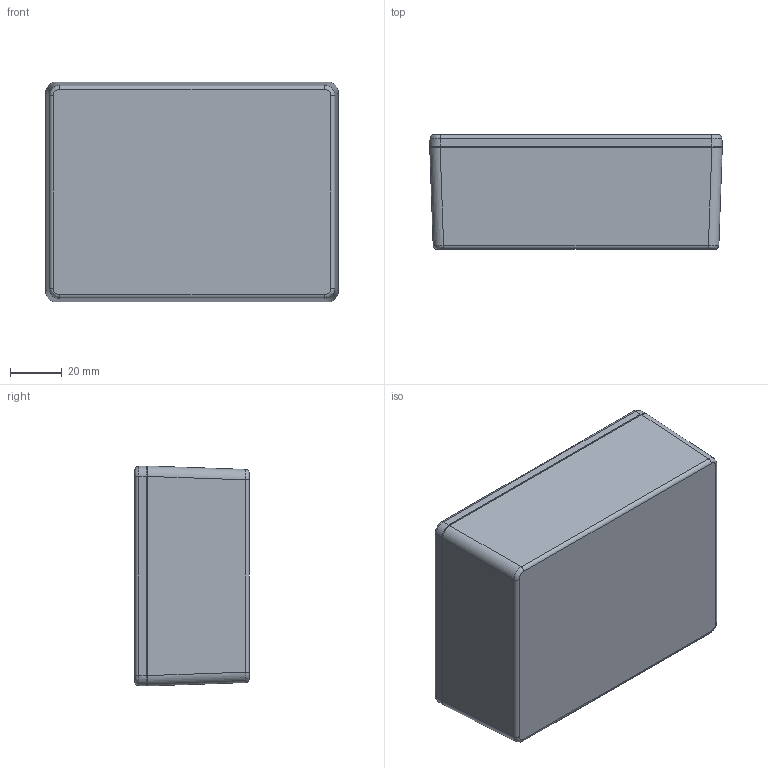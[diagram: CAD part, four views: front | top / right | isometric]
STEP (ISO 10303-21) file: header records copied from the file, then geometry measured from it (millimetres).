
FILE_DESCRIPTION(/* description */ (''),/* implementation_level */ '2;1');
FILE_NAME(/* name */ '1591XXS.iam.stp',/* time_stamp */ '2015-12-21T09:50:26-05:00',/* author */ ('coop'),/* organization */ (''),/* preprocessor_version */ 'ST-DEVELOPER v16.1',/* originating_system */ 'Autodesk Inventor 2016',/* authorisation */ '');
FILE_SCHEMA (('AUTOMOTIVE_DESIGN { 1 0 10303 214 3 1 1 }'));
Products named in the file (5): 1591XXS BOX; 1591XXS LID; SC500 (screw M3-0.5X 10mm FH); IN100 (insert M3-0.5X5.75mm BRASS); 1591XXS
Assembly tree (10 placements, depth 2):
  1591XXS
    1591XXS BOX
    1591XXS LID
    SC500 (screw M3-0.5X 10mm FH)  x4
    IN100 (insert M3-0.5X5.75mm BRASS)  x4
Bounding box: 112.52 x 44 x 84.62 mm (x, y, z)
Volume: 73771 mm3; surface area: 80239.8 mm2
Topology: 10 solids, 10 shells, 1122 faces, 2985 edges, 1950 vertices
Faces by surface type: bspline 462, plane 336, cylinder 240, cone 84
Full cylindrical faces by diameter (mm): 2.464 x4, 2.91 x4, 3.5 x4, 3.81 x12, 3.912 x4, 5.5 x4
Entity records: 22868 total; most frequent: CARTESIAN_POINT 9143, ORIENTED_EDGE 3102, DIRECTION 2167, EDGE_CURVE 1551, VERTEX_POINT 1036, EDGE_LOOP 767, AXIS2_PLACEMENT_3D 747, LINE 673
